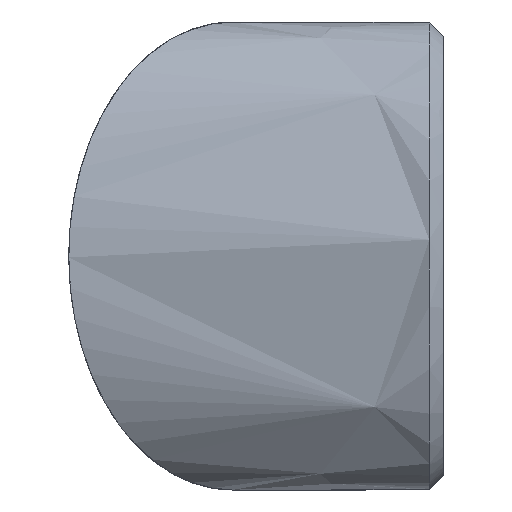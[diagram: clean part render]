
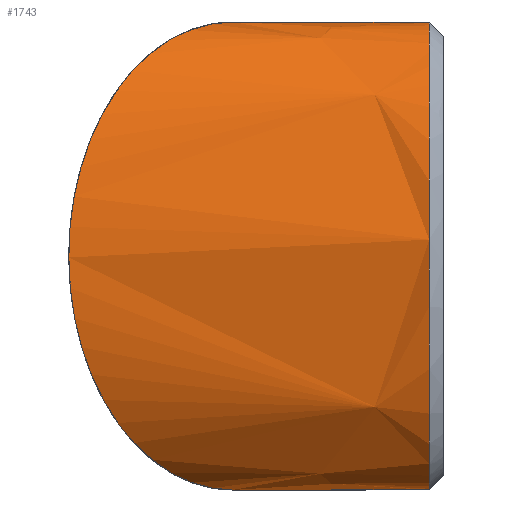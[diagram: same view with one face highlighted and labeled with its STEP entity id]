
A CAD part, left-side view. The second image highlights one B-rep face of the part: STEP entity #1743.
In plain terms, the highlighted free-form (B-spline) face has degree [1, 2] with [2, 5] control points.
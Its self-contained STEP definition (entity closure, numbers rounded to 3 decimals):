
#34=(
BOUNDED_SURFACE()
B_SPLINE_SURFACE(1,2,((#3816,#3817,#3818,#3819,#3820),(#3821,#3822,#3823,
#3824,#3825)),.UNSPECIFIED.,.F.,.F.,.F.)
B_SPLINE_SURFACE_WITH_KNOTS((2,2),(3,2,3),(0.06,1.618),(0.,
1.571,3.142),.UNSPECIFIED.)
GEOMETRIC_REPRESENTATION_ITEM()
RATIONAL_B_SPLINE_SURFACE(((1.,0.707,1.,0.707,1.),
(1.,0.707,1.,0.707,1.)))
REPRESENTATION_ITEM('')
SURFACE()
);
#37=B_SPLINE_CURVE_WITH_KNOTS('',3,(#2381,#2382,#2383,#2384,#2385,#2386,
#2387,#2388,#2389,#2390),.UNSPECIFIED.,.F.,.F.,(4,1,1,1,1,1,1,4),(-3.142,
-2.693,-2.244,-1.346,-0.898,
-0.449,-0.224,0.),.UNSPECIFIED.);
#94=ELLIPSE('',#1804,10.,8.602);
#176=FACE_OUTER_BOUND('',#277,.T.);
#277=EDGE_LOOP('',(#1470,#1471,#1472,#1473));
#356=LINE('',#2476,#559);
#366=LINE('',#2580,#569);
#559=VECTOR('',#1953,10.);
#569=VECTOR('',#1975,10.);
#725=VERTEX_POINT('',#2335);
#727=VERTEX_POINT('',#2379);
#762=VERTEX_POINT('',#2474);
#770=VERTEX_POINT('',#2576);
#885=EDGE_CURVE('',#727,#725,#37,.T.);
#925=EDGE_CURVE('',#727,#762,#356,.T.);
#938=EDGE_CURVE('',#762,#770,#94,.T.);
#939=EDGE_CURVE('',#725,#770,#366,.T.);
#1470=ORIENTED_EDGE('',*,*,#885,.F.);
#1471=ORIENTED_EDGE('',*,*,#925,.T.);
#1472=ORIENTED_EDGE('',*,*,#938,.T.);
#1473=ORIENTED_EDGE('',*,*,#939,.F.);
#1743=ADVANCED_FACE('',(#176),#34,.F.);
#1804=AXIS2_PLACEMENT_3D('',#2578,#1971,#1972);
#1953=DIRECTION('',(0.,1.,0.));
#1971=DIRECTION('center_axis',(-0.814,-0.581,0.));
#1972=DIRECTION('ref_axis',(0.,0.,1.));
#1975=DIRECTION('',(0.,1.,0.));
#2335=CARTESIAN_POINT('',(0.,0.6,0.));
#2379=CARTESIAN_POINT('',(0.,0.6,20.));
#2381=CARTESIAN_POINT('Ctrl Pts',(0.,0.6,20.));
#2382=CARTESIAN_POINT('Ctrl Pts',(-0.748,0.6,20.));
#2383=CARTESIAN_POINT('Ctrl Pts',(-2.237,0.6,19.315));
#2384=CARTESIAN_POINT('Ctrl Pts',(-4.66,0.6,15.5));
#2385=CARTESIAN_POINT('Ctrl Pts',(-5.391,0.6,9.088));
#2386=CARTESIAN_POINT('Ctrl Pts',(-4.037,0.6,3.55));
#2387=CARTESIAN_POINT('Ctrl Pts',(-2.546,0.6,1.162));
#2388=CARTESIAN_POINT('Ctrl Pts',(-1.121,0.6,0.169));
#2389=CARTESIAN_POINT('Ctrl Pts',(-0.374,0.6,0.));
#2390=CARTESIAN_POINT('Ctrl Pts',(0.,0.6,0.));
#2474=CARTESIAN_POINT('',(0.,9.,20.));
#2476=CARTESIAN_POINT('',(0.,0.,20.));
#2576=CARTESIAN_POINT('',(0.,9.,0.));
#2578=CARTESIAN_POINT('Origin',(0.,9.,10.));
#2580=CARTESIAN_POINT('',(0.,0.,0.));
#3816=CARTESIAN_POINT('Ctrl Pts',(0.,0.6,0.));
#3817=CARTESIAN_POINT('Ctrl Pts',(-5.,0.6,0.));
#3818=CARTESIAN_POINT('Ctrl Pts',(-5.,0.6,10.));
#3819=CARTESIAN_POINT('Ctrl Pts',(-5.,0.6,20.));
#3820=CARTESIAN_POINT('Ctrl Pts',(0.,0.6,20.));
#3821=CARTESIAN_POINT('Ctrl Pts',(0.,16.183,0.));
#3822=CARTESIAN_POINT('Ctrl Pts',(-5.,16.183,0.));
#3823=CARTESIAN_POINT('Ctrl Pts',(-5.,16.183,10.));
#3824=CARTESIAN_POINT('Ctrl Pts',(-5.,16.183,20.));
#3825=CARTESIAN_POINT('Ctrl Pts',(0.,16.183,20.));
